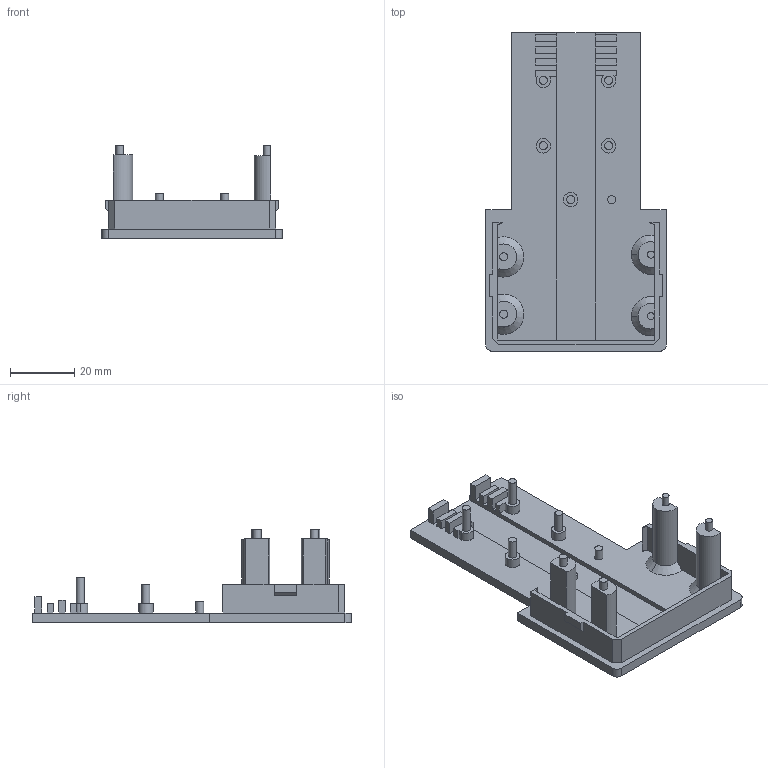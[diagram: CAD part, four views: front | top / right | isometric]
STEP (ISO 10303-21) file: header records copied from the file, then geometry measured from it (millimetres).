
FILE_DESCRIPTION(('HOOPS Exchange Step'),'2;1');
FILE_NAME('temp_export','2023-08-31T13:56:54-04:00',('mobile'),('Shapr3D Limited'),'HOOPS Exchange 2023.2','Shapr3D','Authorized');
FILE_SCHEMA( ('AUTOMOTIVE_DESIGN { 1 0 10303 214 1 1 1 1 }') );
Length unit declared in the file: millimetre
Products named in the file (1): Base plate
Bounding box: 56 x 99 x 29 mm (x, y, z)
Volume: 18423.4 mm3; surface area: 15410.4 mm2
Topology: 1 solids, 1 shells, 125 faces, 341 edges, 231 vertices
Faces by surface type: plane 93, cylinder 26, cone 6
Full cylindrical faces by diameter (mm): 2.2 x2, 2.5 x8, 4.5 x3
Entity records: 4006 total; most frequent: CARTESIAN_POINT 734, ORIENTED_EDGE 682, DIRECTION 664, EDGE_CURVE 341, VECTOR 254, LINE 254, VERTEX_POINT 231, AXIS2_PLACEMENT_3D 205
